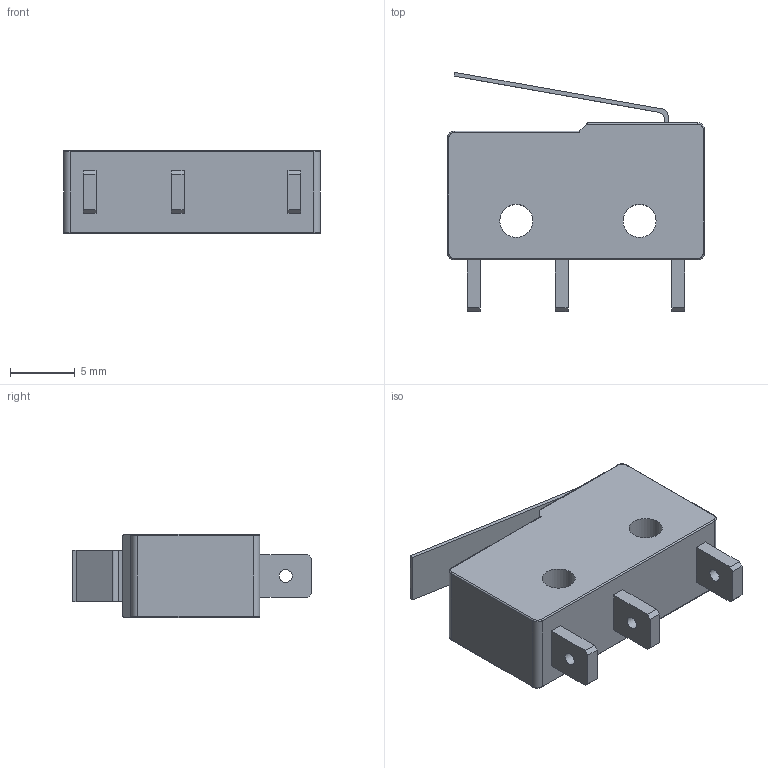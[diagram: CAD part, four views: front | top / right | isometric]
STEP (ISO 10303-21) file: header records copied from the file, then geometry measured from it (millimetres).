
FILE_DESCRIPTION(/* description */ (''),/* implementation_level */ '2;1');
FILE_NAME(/* name */ 'Microswitch Omron SS-5GL-F.step',/* time_stamp */ '2020-10-09T22:15:38+03:00',/* author */ (''),/* organization */ (''),/* preprocessor_version */ 'ST-DEVELOPER v18.1',/* originating_system */ 'Autodesk Translation Framework v9.3.0.1241',/* authorisation */ '');
FILE_SCHEMA (('AUTOMOTIVE_DESIGN { 1 0 10303 214 3 1 1 }'));
Length unit declared in the file: millimetre
Products named in the file (1): Microswitch Omron SS-5GL-F
Bounding box: 19.8 x 18.45 x 6.4 mm (x, y, z)
Volume: 1284.2 mm3; surface area: 1116.8 mm2
Topology: 1 solids, 1 shells, 66 faces, 164 edges, 104 vertices
Faces by surface type: plane 37, cylinder 21, torus 8
Full cylindrical faces by diameter (mm): 1 x3, 2.55 x2
Entity records: 2057 total; most frequent: DIRECTION 348, CARTESIAN_POINT 335, ORIENTED_EDGE 328, EDGE_CURVE 164, AXIS2_PLACEMENT_3D 117, LINE 114, VECTOR 114, VERTEX_POINT 104
